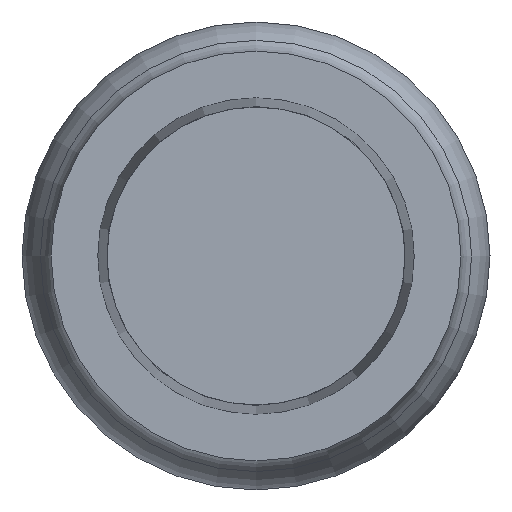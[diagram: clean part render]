
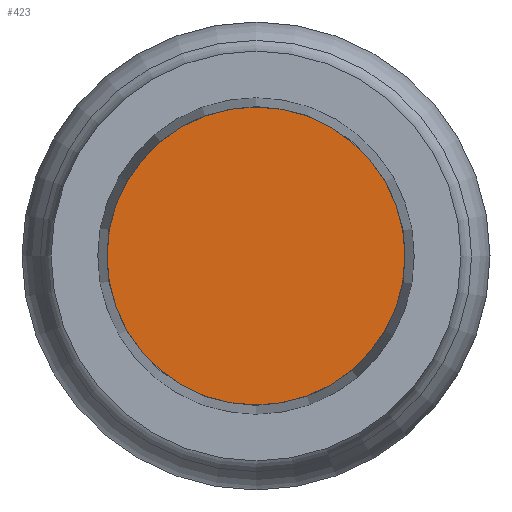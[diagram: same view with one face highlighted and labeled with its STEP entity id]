
A CAD part, left-side view. The second image highlights one B-rep face of the part: STEP entity #423.
In plain terms, the highlighted planar face has unit normal (-1, 0, 0).
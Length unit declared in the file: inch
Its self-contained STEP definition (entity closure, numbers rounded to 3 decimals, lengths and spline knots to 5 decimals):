
#35 = EDGE_LOOP ( 'NONE', ( #226 ) ) ;
#113 = PLANE ( 'NONE',  #525 ) ;
#118 = DIRECTION ( 'NONE',  ( 0., 0.002, -1. ) ) ;
#172 = CARTESIAN_POINT ( 'NONE',  ( -0.45, 0.00002, -0.0128 ) ) ;
#209 = DIRECTION ( 'NONE',  ( 1., 0., 0. ) ) ;
#226 = ORIENTED_EDGE ( 'NONE', *, *, #230, .F. ) ;
#230 = EDGE_CURVE ( 'NONE', #279, #279, #422, .T. ) ;
#259 = DIRECTION ( 'NONE',  ( 1., 0., 0. ) ) ;
#279 = VERTEX_POINT ( 'NONE', #172 ) ;
#350 = DIRECTION ( 'NONE',  ( 0., 0.002, -1. ) ) ;
#351 = AXIS2_PLACEMENT_3D ( 'NONE', #447, #209, #118 ) ;
#422 = CIRCLE ( 'NONE', #351, 0.0128 ) ;
#423 = ADVANCED_FACE ( 'NONE', ( #533 ), #113, .F. ) ;
#447 = CARTESIAN_POINT ( 'NONE',  ( -0.45, 0., 0. ) ) ;
#497 = CARTESIAN_POINT ( 'NONE',  ( -0.45, 0., 0. ) ) ;
#525 = AXIS2_PLACEMENT_3D ( 'NONE', #497, #259, #350 ) ;
#533 = FACE_OUTER_BOUND ( 'NONE', #35, .T. ) ;
